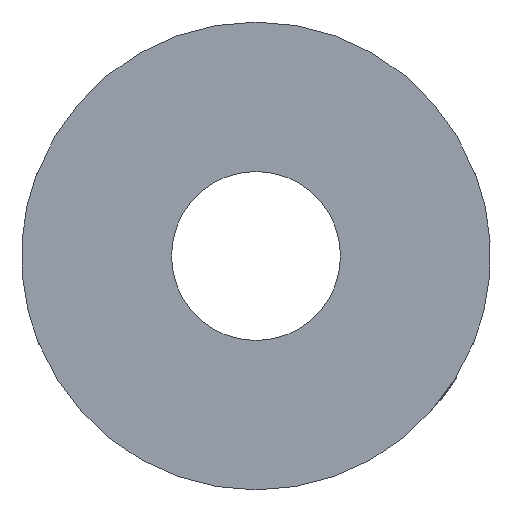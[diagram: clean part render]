
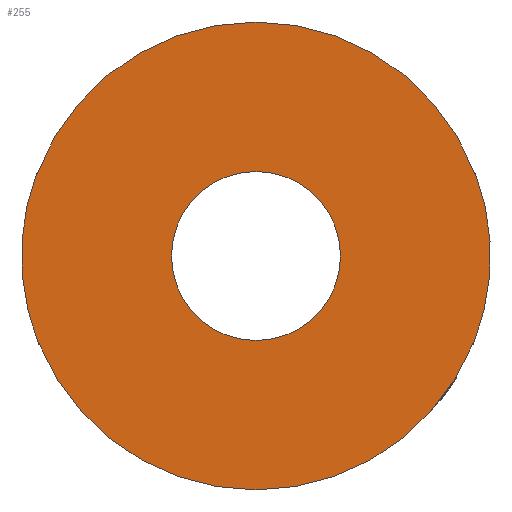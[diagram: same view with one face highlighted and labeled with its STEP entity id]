
A CAD part, front view. The second image highlights one B-rep face of the part: STEP entity #255.
In plain terms, the highlighted planar face has unit normal (0, -1, 0).
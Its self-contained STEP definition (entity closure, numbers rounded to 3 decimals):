
#15=PLANE('',#290);
#22=FACE_BOUND('',#61,.T.);
#23=CIRCLE('',#279,1.5);
#26=CIRCLE('',#283,4.15);
#28=CIRCLE('',#286,4.15);
#31=CIRCLE('',#291,4.16);
#32=CIRCLE('',#292,4.16);
#44=FACE_OUTER_BOUND('',#60,.T.);
#60=EDGE_LOOP('',(#194,#195,#196,#197,#198,#199,#200,#201));
#61=EDGE_LOOP('',(#202));
#81=LINE('',#529,#100);
#82=LINE('',#532,#101);
#83=LINE('',#534,#102);
#84=LINE('',#537,#103);
#100=VECTOR('',#339,1000.);
#101=VECTOR('',#342,1000.);
#102=VECTOR('',#343,1000.);
#103=VECTOR('',#346,1000.);
#116=VERTEX_POINT('',#456);
#120=VERTEX_POINT('',#465);
#121=VERTEX_POINT('',#467);
#124=VERTEX_POINT('',#511);
#125=VERTEX_POINT('',#513);
#130=VERTEX_POINT('',#528);
#131=VERTEX_POINT('',#530);
#132=VERTEX_POINT('',#533);
#133=VERTEX_POINT('',#535);
#138=EDGE_CURVE('',#116,#116,#23,.T.);
#143=EDGE_CURVE('',#120,#121,#26,.T.);
#148=EDGE_CURVE('',#124,#125,#28,.T.);
#156=EDGE_CURVE('',#120,#130,#81,.T.);
#157=EDGE_CURVE('',#131,#130,#31,.T.);
#158=EDGE_CURVE('',#125,#131,#82,.T.);
#159=EDGE_CURVE('',#132,#124,#83,.T.);
#160=EDGE_CURVE('',#133,#132,#32,.T.);
#161=EDGE_CURVE('',#133,#121,#84,.T.);
#194=ORIENTED_EDGE('',*,*,#143,.F.);
#195=ORIENTED_EDGE('',*,*,#156,.T.);
#196=ORIENTED_EDGE('',*,*,#157,.F.);
#197=ORIENTED_EDGE('',*,*,#158,.F.);
#198=ORIENTED_EDGE('',*,*,#148,.F.);
#199=ORIENTED_EDGE('',*,*,#159,.F.);
#200=ORIENTED_EDGE('',*,*,#160,.F.);
#201=ORIENTED_EDGE('',*,*,#161,.T.);
#202=ORIENTED_EDGE('',*,*,#138,.T.);
#255=ADVANCED_FACE('',(#44,#22),#15,.F.);
#279=AXIS2_PLACEMENT_3D('',#457,#306,#307);
#283=AXIS2_PLACEMENT_3D('',#468,#316,#317);
#286=AXIS2_PLACEMENT_3D('',#514,#324,#325);
#290=AXIS2_PLACEMENT_3D('',#527,#337,#338);
#291=AXIS2_PLACEMENT_3D('',#531,#340,#341);
#292=AXIS2_PLACEMENT_3D('',#536,#344,#345);
#306=DIRECTION('center_axis',(0.,1.,0.));
#307=DIRECTION('ref_axis',(0.,0.,1.));
#316=DIRECTION('center_axis',(0.,1.,0.));
#317=DIRECTION('ref_axis',(0.,0.,1.));
#324=DIRECTION('center_axis',(0.,1.,0.));
#325=DIRECTION('ref_axis',(0.,0.,1.));
#337=DIRECTION('center_axis',(0.,1.,0.));
#338=DIRECTION('ref_axis',(0.,0.,1.));
#339=DIRECTION('',(0.927,0.,-0.376));
#340=DIRECTION('center_axis',(0.,1.,0.));
#341=DIRECTION('ref_axis',(0.,0.,-1.));
#342=DIRECTION('',(0.935,0.,0.354));
#343=DIRECTION('',(0.935,0.,-0.354));
#344=DIRECTION('center_axis',(0.,1.,0.));
#345=DIRECTION('ref_axis',(0.,0.,-1.));
#346=DIRECTION('',(0.927,0.,0.376));
#456=CARTESIAN_POINT('',(0.,0.,-1.5));
#457=CARTESIAN_POINT('Origin',(0.,0.,0.));
#465=CARTESIAN_POINT('',(3.845,0.,-1.561));
#467=CARTESIAN_POINT('',(-3.845,0.,-1.561));
#468=CARTESIAN_POINT('Origin',(0.,0.,0.));
#511=CARTESIAN_POINT('',(-3.882,0.,1.468));
#513=CARTESIAN_POINT('',(3.882,0.,1.468));
#514=CARTESIAN_POINT('Origin',(0.,0.,0.));
#527=CARTESIAN_POINT('Origin',(0.,0.,0.));
#528=CARTESIAN_POINT('',(3.855,0.,-1.564));
#529=CARTESIAN_POINT('',(3.845,0.,-1.561));
#530=CARTESIAN_POINT('',(3.891,0.,1.471));
#531=CARTESIAN_POINT('Origin',(0.,0.,0.));
#532=CARTESIAN_POINT('',(3.882,0.,1.468));
#533=CARTESIAN_POINT('',(-3.891,0.,1.471));
#534=CARTESIAN_POINT('',(-3.882,0.,1.468));
#535=CARTESIAN_POINT('',(-3.855,0.,-1.564));
#536=CARTESIAN_POINT('Origin',(0.,0.,0.));
#537=CARTESIAN_POINT('',(-3.845,0.,-1.561));
